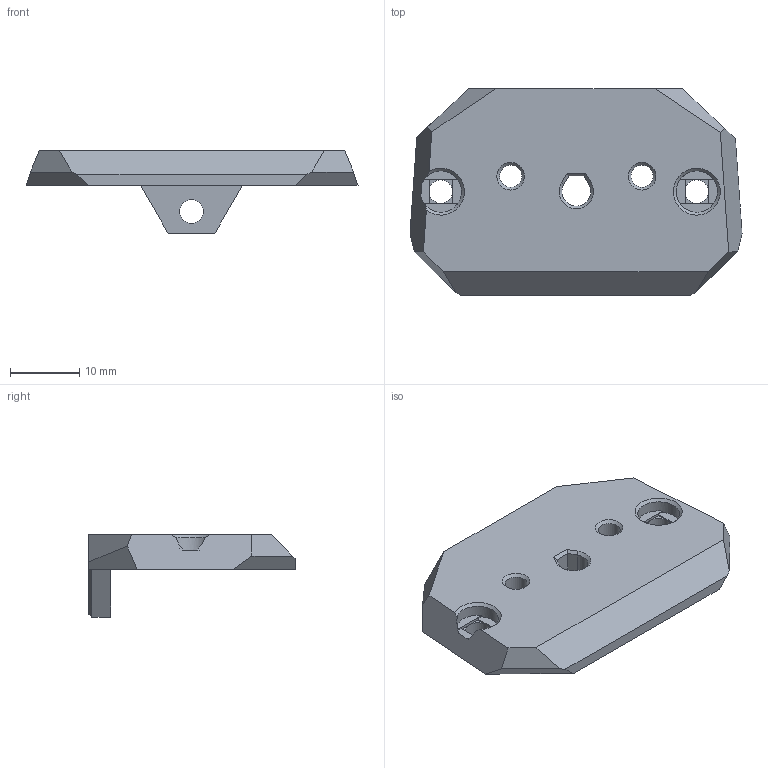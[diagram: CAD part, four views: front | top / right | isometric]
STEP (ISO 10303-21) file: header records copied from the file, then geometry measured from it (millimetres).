
FILE_DESCRIPTION(/* description */ (''),/* implementation_level */ '2;1');
FILE_NAME(/* name */ 'LGX_Lite_Adapter.step',/* time_stamp */ '2024-10-10T22:24:16-07:00',/* author */ (''),/* organization */ (''),/* preprocessor_version */ 'ST-DEVELOPER v20',/* originating_system */ 'Autodesk Translation Framework v13.20.0.188',/* authorisation */ '');
FILE_SCHEMA (('AUTOMOTIVE_DESIGN { 1 0 10303 214 3 1 1 }'));
Length unit declared in the file: millimetre
Products named in the file (1): LGX_Lite_Adapter
Bounding box: 48 x 29.81 x 11.9 mm (x, y, z)
Volume: 5820.7 mm3; surface area: 3477.8 mm2
Topology: 1 solids, 1 shells, 72 faces, 190 edges, 121 vertices
Faces by surface type: plane 55, cylinder 10, cone 7
Full cylindrical faces by diameter (mm): 3.2 x2, 3.4 x3, 6 x3
Entity records: 2265 total; most frequent: CARTESIAN_POINT 388, ORIENTED_EDGE 380, DIRECTION 379, EDGE_CURVE 190, LINE 143, VECTOR 143, VERTEX_POINT 121, AXIS2_PLACEMENT_3D 118
